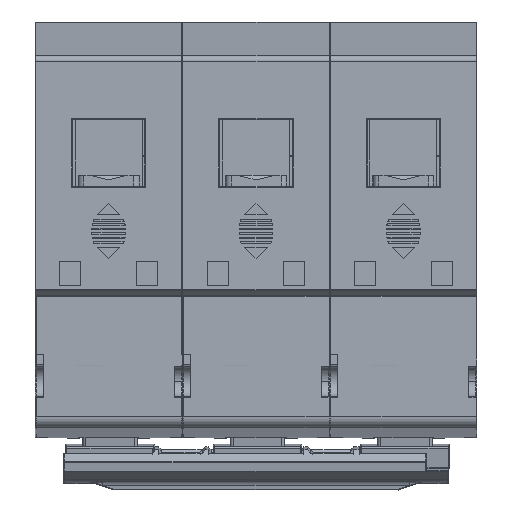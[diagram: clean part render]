
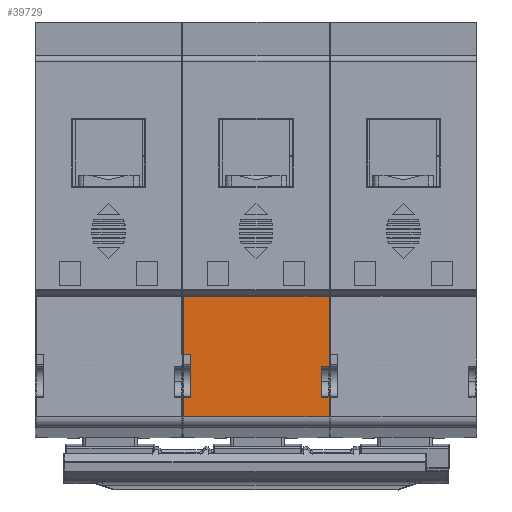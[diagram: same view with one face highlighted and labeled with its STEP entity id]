
A CAD part, left-side view. The second image highlights one B-rep face of the part: STEP entity #39729.
In plain terms, the highlighted face is planar.
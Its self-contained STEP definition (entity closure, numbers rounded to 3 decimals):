
#1472 = LINE ( 'NONE', #80172, #101220 ) ;
#2280 = LINE ( 'NONE', #104941, #23437 ) ;
#2752 = CARTESIAN_POINT ( 'NONE',  ( 42.05, 21.2, 22.7 ) ) ;
#3601 = LINE ( 'NONE', #61291, #102049 ) ;
#4891 = CARTESIAN_POINT ( 'NONE',  ( 40.65, 21.2, 35.3 ) ) ;
#4922 = EDGE_CURVE ( 'NONE', #65025, #6915, #128785, .T. ) ;
#6604 = VECTOR ( 'NONE', #116113, 1000. ) ;
#6915 = VERTEX_POINT ( 'NONE', #2752 ) ;
#6919 = VECTOR ( 'NONE', #147755, 1000. ) ;
#8275 = CARTESIAN_POINT ( 'NONE',  ( 42.15, 21.2, 33.3 ) ) ;
#9300 = VECTOR ( 'NONE', #105310, 1000. ) ;
#11436 = LINE ( 'NONE', #60057, #6919 ) ;
#11643 = EDGE_CURVE ( 'NONE', #146022, #58788, #63500, .T. ) ;
#11761 = VERTEX_POINT ( 'NONE', #16955 ) ;
#12290 = LINE ( 'NONE', #123942, #137248 ) ;
#13549 = CARTESIAN_POINT ( 'NONE',  ( 15.85, 21.2, 33.3 ) ) ;
#13774 = EDGE_CURVE ( 'NONE', #19018, #82942, #54722, .T. ) ;
#14497 = ORIENTED_EDGE ( 'NONE', *, *, #95029, .F. ) ;
#14643 = VECTOR ( 'NONE', #135112, 1000. ) ;
#16142 = CARTESIAN_POINT ( 'NONE',  ( 42.15, 21.2, 33.3 ) ) ;
#16955 = CARTESIAN_POINT ( 'NONE',  ( 17.15, 21.2, 40.9 ) ) ;
#18959 = CARTESIAN_POINT ( 'NONE',  ( 17.15, 21.2, 33.9 ) ) ;
#19018 = VERTEX_POINT ( 'NONE', #22625 ) ;
#21314 = DIRECTION ( 'NONE',  ( 0., 0., 1. ) ) ;
#22063 = VERTEX_POINT ( 'NONE', #76670 ) ;
#22625 = CARTESIAN_POINT ( 'NONE',  ( 42.05, 21.2, 33.3 ) ) ;
#22846 = VERTEX_POINT ( 'NONE', #128482 ) ;
#23437 = VECTOR ( 'NONE', #137891, 1000. ) ;
#26178 = CARTESIAN_POINT ( 'NONE',  ( 28.9, 21.2, 22.7 ) ) ;
#26235 = CARTESIAN_POINT ( 'NONE',  ( 41.95, 21.2, 35.3 ) ) ;
#28730 = CARTESIAN_POINT ( 'NONE',  ( 17.15, 21.205, 35.099 ) ) ;
#29724 = CARTESIAN_POINT ( 'NONE',  ( 17.15, 21.205, 35.099 ) ) ;
#29742 = CARTESIAN_POINT ( 'NONE',  ( 15.85, 21.2, 22.7 ) ) ;
#30563 = ORIENTED_EDGE ( 'NONE', *, *, #45537, .T. ) ;
#31861 = EDGE_CURVE ( 'NONE', #64693, #108378, #2280, .T. ) ;
#35903 = AXIS2_PLACEMENT_3D ( 'NONE', #122833, #66628, #112348 ) ;
#39170 = DIRECTION ( 'NONE',  ( -1., 0., 0. ) ) ;
#39729 = ADVANCED_FACE ( 'NONE', ( #47601 ), #129224, .F. ) ;
#40793 = VECTOR ( 'NONE', #92223, 1000. ) ;
#41612 = CARTESIAN_POINT ( 'NONE',  ( 17.15, 21.2, 35.117 ) ) ;
#42713 = EDGE_CURVE ( 'NONE', #133614, #22063, #45513, .T. ) ;
#45208 = ORIENTED_EDGE ( 'NONE', *, *, #4922, .F. ) ;
#45513 = CIRCLE ( 'NONE', #35903, 0.2 ) ;
#45537 = EDGE_CURVE ( 'NONE', #66122, #146022, #143328, .T. ) ;
#45685 = DIRECTION ( 'NONE',  ( 1., 0., 0. ) ) ;
#46404 = CARTESIAN_POINT ( 'NONE',  ( 17.15, 21.2, 33.3 ) ) ;
#46482 = LINE ( 'NONE', #13549, #40793 ) ;
#47601 = FACE_OUTER_BOUND ( 'NONE', #76445, .T. ) ;
#52599 = VECTOR ( 'NONE', #128549, 1000. ) ;
#54201 = EDGE_CURVE ( 'NONE', #6915, #19018, #92090, .T. ) ;
#54722 = LINE ( 'NONE', #113922, #55503 ) ;
#55503 = VECTOR ( 'NONE', #45685, 1000. ) ;
#56085 = ORIENTED_EDGE ( 'NONE', *, *, #11643, .T. ) ;
#56904 = CARTESIAN_POINT ( 'NONE',  ( 42.05, 21.2, 44.408 ) ) ;
#58788 = VERTEX_POINT ( 'NONE', #123147 ) ;
#60009 = VECTOR ( 'NONE', #122873, 1000. ) ;
#60057 = CARTESIAN_POINT ( 'NONE',  ( 15.85, 21.2, 33.3 ) ) ;
#61291 = CARTESIAN_POINT ( 'NONE',  ( 15.85, 21.2, 44.408 ) ) ;
#63500 = B_SPLINE_CURVE_WITH_KNOTS ( 'NONE', 3,
 ( #142786, #41612, #142060, #85143 ),
 .UNSPECIFIED., .F., .F.,
 ( 4, 4 ),
 ( 0., 1. ),
 .UNSPECIFIED. ) ;
#64693 = VERTEX_POINT ( 'NONE', #88339 ) ;
#65025 = VERTEX_POINT ( 'NONE', #29742 ) ;
#65181 = LINE ( 'NONE', #56904, #60009 ) ;
#65393 = EDGE_CURVE ( 'NONE', #82942, #22063, #94099, .T. ) ;
#65936 = EDGE_CURVE ( 'NONE', #141454, #66122, #11436, .T. ) ;
#66122 = VERTEX_POINT ( 'NONE', #46404 ) ;
#66628 = DIRECTION ( 'NONE',  ( 0., 1., 0. ) ) ;
#67672 = ORIENTED_EDGE ( 'NONE', *, *, #94734, .T. ) ;
#69840 = EDGE_CURVE ( 'NONE', #108378, #133614, #72371, .T. ) ;
#70741 = EDGE_CURVE ( 'NONE', #87931, #107926, #65181, .T. ) ;
#71739 = CARTESIAN_POINT ( 'NONE',  ( 15.85, 21.2, 33.3 ) ) ;
#72371 = LINE ( 'NONE', #83594, #52599 ) ;
#74003 = DIRECTION ( 'NONE',  ( 0., 0., 1. ) ) ;
#76445 = EDGE_LOOP ( 'NONE', ( #140045, #105983, #102993, #104449, #120547, #140151, #45208, #81042, #105150, #30563, #56085, #67672, #96262, #107719, #14497, #137215, #120740 ) ) ;
#76670 = CARTESIAN_POINT ( 'NONE',  ( 42.15, 21.2, 35.1 ) ) ;
#80172 = CARTESIAN_POINT ( 'NONE',  ( 42.05, 21.2, 40.9 ) ) ;
#80820 = CARTESIAN_POINT ( 'NONE',  ( 42.05, 21.2, 22.7 ) ) ;
#81042 = ORIENTED_EDGE ( 'NONE', *, *, #107426, .F. ) ;
#82942 = VERTEX_POINT ( 'NONE', #8275 ) ;
#83594 = CARTESIAN_POINT ( 'NONE',  ( 40.65, 21.2, 35.3 ) ) ;
#85143 = CARTESIAN_POINT ( 'NONE',  ( 17.15, 21.2, 35.152 ) ) ;
#87931 = VERTEX_POINT ( 'NONE', #88170 ) ;
#88170 = CARTESIAN_POINT ( 'NONE',  ( 42.05, 21.2, 44.408 ) ) ;
#88339 = CARTESIAN_POINT ( 'NONE',  ( 40.65, 21.2, 40.9 ) ) ;
#88697 = LINE ( 'NONE', #134351, #14643 ) ;
#92054 = CARTESIAN_POINT ( 'NONE',  ( 42.05, 21.2, 40.9 ) ) ;
#92090 = LINE ( 'NONE', #80820, #135436 ) ;
#92223 = DIRECTION ( 'NONE',  ( 0., 0., -1. ) ) ;
#92688 = EDGE_CURVE ( 'NONE', #11761, #95484, #88697, .T. ) ;
#93337 = DIRECTION ( 'NONE',  ( -1., 0., 0. ) ) ;
#94099 = LINE ( 'NONE', #16142, #9300 ) ;
#94734 = EDGE_CURVE ( 'NONE', #58788, #11761, #12290, .T. ) ;
#95029 = EDGE_CURVE ( 'NONE', #87931, #22846, #141806, .T. ) ;
#95484 = VERTEX_POINT ( 'NONE', #101862 ) ;
#96262 = ORIENTED_EDGE ( 'NONE', *, *, #92688, .T. ) ;
#98328 = CARTESIAN_POINT ( 'NONE',  ( 42.05, 21.2, 44.408 ) ) ;
#101220 = VECTOR ( 'NONE', #128070, 1000. ) ;
#101862 = CARTESIAN_POINT ( 'NONE',  ( 15.85, 21.2, 40.9 ) ) ;
#102021 = EDGE_CURVE ( 'NONE', #22846, #95484, #3601, .T. ) ;
#102049 = VECTOR ( 'NONE', #116763, 1000. ) ;
#102993 = ORIENTED_EDGE ( 'NONE', *, *, #42713, .T. ) ;
#103813 = DIRECTION ( 'NONE',  ( 0., -1., 0. ) ) ;
#104449 = ORIENTED_EDGE ( 'NONE', *, *, #65393, .F. ) ;
#104941 = CARTESIAN_POINT ( 'NONE',  ( 40.65, 21.2, 40.9 ) ) ;
#105150 = ORIENTED_EDGE ( 'NONE', *, *, #65936, .T. ) ;
#105310 = DIRECTION ( 'NONE',  ( 0., 0., 1. ) ) ;
#105983 = ORIENTED_EDGE ( 'NONE', *, *, #69840, .T. ) ;
#107426 = EDGE_CURVE ( 'NONE', #141454, #65025, #46482, .T. ) ;
#107719 = ORIENTED_EDGE ( 'NONE', *, *, #102021, .F. ) ;
#107926 = VERTEX_POINT ( 'NONE', #92054 ) ;
#108378 = VERTEX_POINT ( 'NONE', #4891 ) ;
#110373 = CARTESIAN_POINT ( 'NONE',  ( 17.15, 21.2, 34.5 ) ) ;
#112104 = AXIS2_PLACEMENT_3D ( 'NONE', #127763, #103813, #93337 ) ;
#112348 = DIRECTION ( 'NONE',  ( 0., 0., 1. ) ) ;
#113922 = CARTESIAN_POINT ( 'NONE',  ( 42.05, 21.2, 33.3 ) ) ;
#116113 = DIRECTION ( 'NONE',  ( 1., 0., 0. ) ) ;
#116763 = DIRECTION ( 'NONE',  ( 0., 0., -1. ) ) ;
#120547 = ORIENTED_EDGE ( 'NONE', *, *, #13774, .F. ) ;
#120740 = ORIENTED_EDGE ( 'NONE', *, *, #125078, .T. ) ;
#122833 = CARTESIAN_POINT ( 'NONE',  ( 41.95, 21.2, 35.1 ) ) ;
#122873 = DIRECTION ( 'NONE',  ( 0., 0., -1. ) ) ;
#123147 = CARTESIAN_POINT ( 'NONE',  ( 17.15, 21.2, 35.152 ) ) ;
#123942 = CARTESIAN_POINT ( 'NONE',  ( 17.15, 21.2, 35.152 ) ) ;
#125078 = EDGE_CURVE ( 'NONE', #107926, #64693, #1472, .T. ) ;
#127748 = VECTOR ( 'NONE', #39170, 1000. ) ;
#127763 = CARTESIAN_POINT ( 'NONE',  ( 39.9, 21.2, 43.408 ) ) ;
#128070 = DIRECTION ( 'NONE',  ( -1., 0., 0. ) ) ;
#128482 = CARTESIAN_POINT ( 'NONE',  ( 15.85, 21.2, 44.408 ) ) ;
#128549 = DIRECTION ( 'NONE',  ( 1., 0., 0. ) ) ;
#128785 = LINE ( 'NONE', #26178, #6604 ) ;
#129224 = PLANE ( 'NONE',  #112104 ) ;
#132804 = CARTESIAN_POINT ( 'NONE',  ( 17.15, 21.2, 33.3 ) ) ;
#133614 = VERTEX_POINT ( 'NONE', #26235 ) ;
#134351 = CARTESIAN_POINT ( 'NONE',  ( 17.15, 21.2, 40.9 ) ) ;
#135112 = DIRECTION ( 'NONE',  ( -1., 0., 0. ) ) ;
#135436 = VECTOR ( 'NONE', #74003, 1000. ) ;
#137215 = ORIENTED_EDGE ( 'NONE', *, *, #70741, .T. ) ;
#137248 = VECTOR ( 'NONE', #21314, 1000. ) ;
#137891 = DIRECTION ( 'NONE',  ( 0., 0., -1. ) ) ;
#140045 = ORIENTED_EDGE ( 'NONE', *, *, #31861, .T. ) ;
#140151 = ORIENTED_EDGE ( 'NONE', *, *, #54201, .F. ) ;
#141454 = VERTEX_POINT ( 'NONE', #71739 ) ;
#141806 = LINE ( 'NONE', #98328, #127748 ) ;
#142060 = CARTESIAN_POINT ( 'NONE',  ( 17.15, 21.2, 35.135 ) ) ;
#142786 = CARTESIAN_POINT ( 'NONE',  ( 17.15, 21.205, 35.099 ) ) ;
#143328 = B_SPLINE_CURVE_WITH_KNOTS ( 'NONE', 3,
 ( #132804, #18959, #110373, #28730 ),
 .UNSPECIFIED., .F., .F.,
 ( 4, 4 ),
 ( 0., 1. ),
 .UNSPECIFIED. ) ;
#146022 = VERTEX_POINT ( 'NONE', #29724 ) ;
#147755 = DIRECTION ( 'NONE',  ( 1., 0., 0. ) ) ;
